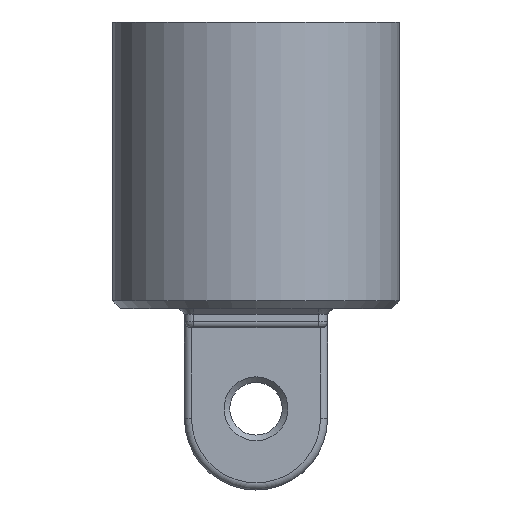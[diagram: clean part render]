
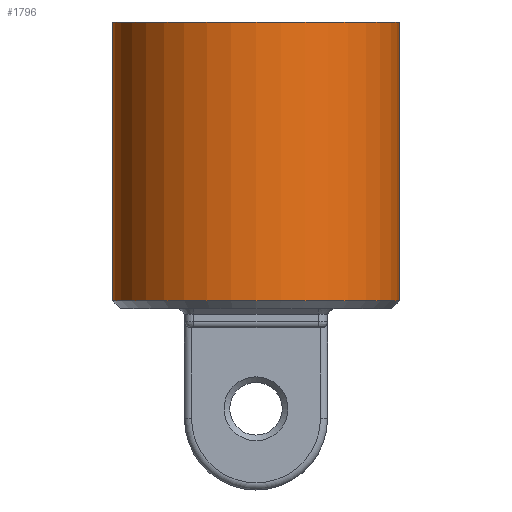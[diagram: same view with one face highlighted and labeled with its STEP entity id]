
A CAD part, left-side view. The second image highlights one B-rep face of the part: STEP entity #1796.
In plain terms, the highlighted cylindrical face has radius 15 mm (diameter 30 mm), a partial arc.
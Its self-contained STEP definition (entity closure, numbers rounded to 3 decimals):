
#62=CYLINDRICAL_SURFACE('',#1990,15.);
#217=FACE_OUTER_BOUND('',#328,.T.);
#328=EDGE_LOOP('',(#1673,#1674,#1675,#1676));
#505=LINE('',#3212,#664);
#506=LINE('',#3214,#665);
#664=VECTOR('',#2508,10.);
#665=VECTOR('',#2511,10.);
#668=CIRCLE('',#1818,15.);
#747=CIRCLE('',#1983,15.);
#753=VERTEX_POINT('',#2533);
#755=VERTEX_POINT('',#2538);
#904=VERTEX_POINT('',#3191);
#905=VERTEX_POINT('',#3192);
#916=EDGE_CURVE('',#755,#753,#668,.T.);
#1154=EDGE_CURVE('',#904,#905,#747,.T.);
#1165=EDGE_CURVE('',#755,#905,#505,.T.);
#1166=EDGE_CURVE('',#753,#904,#506,.T.);
#1673=ORIENTED_EDGE('',*,*,#916,.F.);
#1674=ORIENTED_EDGE('',*,*,#1165,.T.);
#1675=ORIENTED_EDGE('',*,*,#1154,.F.);
#1676=ORIENTED_EDGE('',*,*,#1166,.F.);
#1796=ADVANCED_FACE('',(#217),#62,.T.);
#1818=AXIS2_PLACEMENT_3D('',#2540,#2012,#2013);
#1983=AXIS2_PLACEMENT_3D('',#3193,#2484,#2485);
#1990=AXIS2_PLACEMENT_3D('',#3213,#2509,#2510);
#2012=DIRECTION('center_axis',(0.,0.,-1.));
#2013=DIRECTION('ref_axis',(-1.,0.,0.));
#2484=DIRECTION('center_axis',(0.,0.,1.));
#2485=DIRECTION('ref_axis',(0.,1.,0.));
#2508=DIRECTION('',(0.,0.,1.));
#2509=DIRECTION('center_axis',(0.,0.,1.));
#2510=DIRECTION('ref_axis',(-1.,0.,0.));
#2511=DIRECTION('',(0.,0.,1.));
#2533=CARTESIAN_POINT('',(-32.5,15.,0.8));
#2538=CARTESIAN_POINT('',(-32.5,-15.,0.8));
#2540=CARTESIAN_POINT('Origin',(-32.5,0.,0.8));
#3191=CARTESIAN_POINT('',(-32.5,15.,30.));
#3192=CARTESIAN_POINT('',(-32.5,-15.,30.));
#3193=CARTESIAN_POINT('Origin',(-32.5,0.,30.));
#3212=CARTESIAN_POINT('',(-32.5,-15.,0.));
#3213=CARTESIAN_POINT('Origin',(-32.5,0.,0.));
#3214=CARTESIAN_POINT('',(-32.5,15.,0.));
